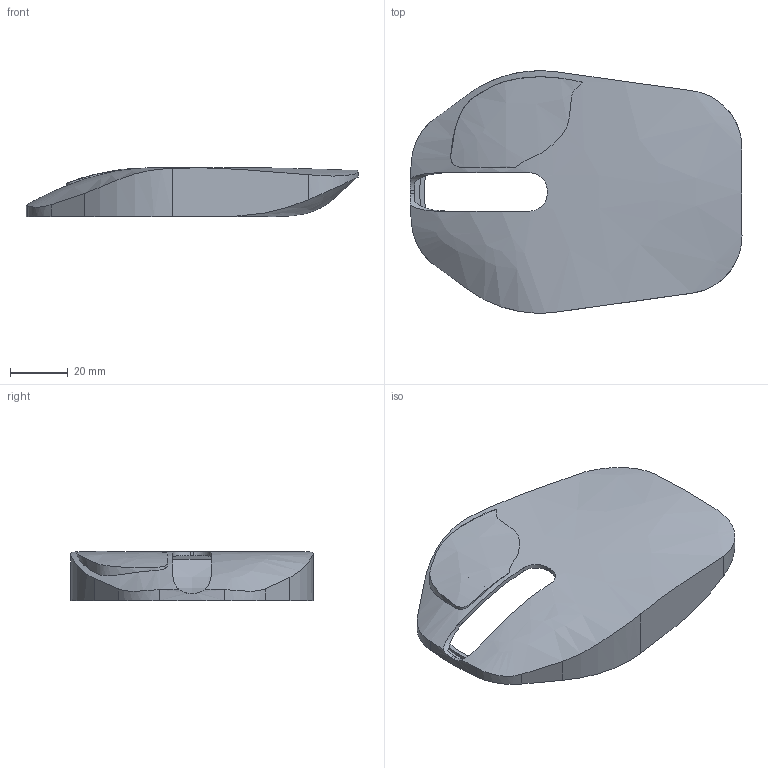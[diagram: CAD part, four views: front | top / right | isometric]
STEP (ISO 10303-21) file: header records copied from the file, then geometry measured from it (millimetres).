
FILE_DESCRIPTION(/* description */ (''),/* implementation_level */ '2;1');
FILE_NAME(/* name */ 'крышка башни v3.step',/* time_stamp */ '2022-04-22T21:05:27+03:00',/* author */ (''),/* organization */ (''),/* preprocessor_version */ 'ST-DEVELOPER v18.1',/* originating_system */ 'Autodesk Translation Framework v10.13.0.1454',/* authorisation */ '');
FILE_SCHEMA (('AUTOMOTIVE_DESIGN { 1 0 10303 214 3 1 1 }'));
Length unit declared in the file: millimetre
Products named in the file (1): крышка башни
Bounding box: 115 x 83.99 x 17.07 mm (x, y, z)
Volume: 20795.6 mm3; surface area: 26992.7 mm2
Topology: 1 solids, 1 shells, 64 faces, 189 edges, 127 vertices
Faces by surface type: plane 33, cylinder 21, bspline 10
Entity records: 5640 total; most frequent: CARTESIAN_POINT 4096, ORIENTED_EDGE 376, DIRECTION 216, EDGE_CURVE 188, VERTEX_POINT 127, B_SPLINE_CURVE_WITH_KNOTS 98, LINE 74, VECTOR 74
